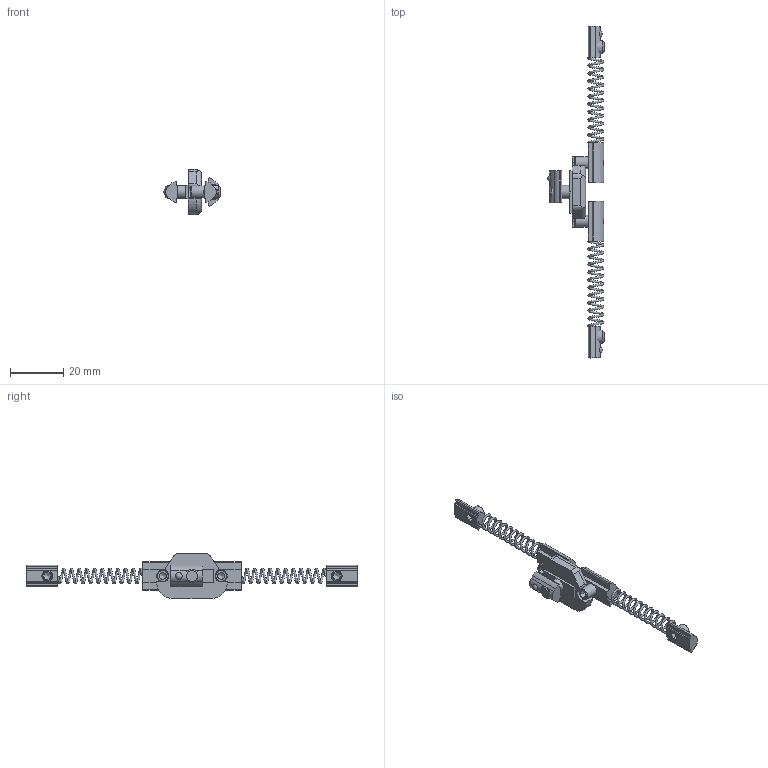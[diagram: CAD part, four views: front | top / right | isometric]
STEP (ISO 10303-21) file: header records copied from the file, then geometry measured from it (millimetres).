
FILE_DESCRIPTION((''),'2;1');
FILE_NAME('SZ0401Z_A.stp','2013-08-23T07:38:03',('janine behrens'),(''),'Autodesk Inventor 2012','Autodesk Inventor 2012','');
FILE_SCHEMA(('AUTOMOTIVE_DESIGN { 1 0 10303 214 1 1 1 1 }'));
Length unit declared in the file: millimetre
Products named in the file (10): SZ0401Z_A; ME7700011_A; ME1800004_A; ME7700004_A; DIN 6912 M5 x 10; SV2193V_A; ME1631107_A; MK2402080_A; MK5104023_A; DIN 913 M5 x 6
Assembly tree (15 placements, depth 3):
  SZ0401Z_A
    ME7700011_A
    ME1800004_A  x2
    ME7700004_A  x2
    DIN 6912 M5 x 10
    SV2193V_A  x3
      ME1631107_A
      MK2402080_A
    MK5104023_A  x2
    DIN 913 M5 x 6  x2
Bounding box: 21.2 x 125 x 17 mm (x, y, z)
Volume: 4303.1 mm3; surface area: 5259.9 mm2
Topology: 16 solids, 16 shells, 209 faces, 496 edges, 319 vertices
Faces by surface type: plane 110, cylinder 70, cone 18, torus 6, sphere 3, bspline 2
Full cylindrical faces by diameter (mm): 2.5 x3, 2.55 x3, 2.9 x2, 3.242 x2, 4 x2, 4.134 x3, 4.5 x2, 5 x4, 8.5 x1, 8.6 x1
Entity records: 5363 total; most frequent: CARTESIAN_POINT 2355, DIRECTION 607, ORIENTED_EDGE 506, EDGE_CURVE 253, AXIS2_PLACEMENT_3D 231, VERTEX_POINT 176, EDGE_LOOP 157, VECTOR 145
